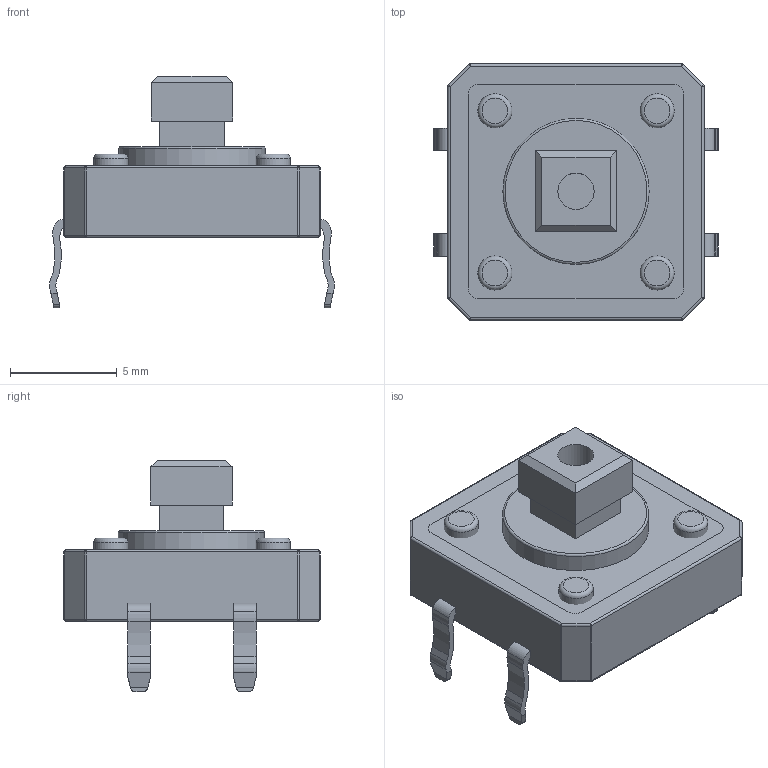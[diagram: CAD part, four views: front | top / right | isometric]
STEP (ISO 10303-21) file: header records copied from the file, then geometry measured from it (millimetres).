
FILE_DESCRIPTION(/* description */ (''),/* implementation_level */ '2;1');
FILE_NAME(/* name */ 'Switch_12mm.stp',/* time_stamp */ '2018-07-30T16:09:05+02:00',/* author */ ('gabri'),/* organization */ (''),/* preprocessor_version */ 'ST-DEVELOPER v17',/* originating_system */ 'Autodesk Inventor 2019',/* authorisation */ '');
FILE_SCHEMA (('AUTOMOTIVE_DESIGN { 1 0 10303 214 3 1 1 }'));
Length unit declared in the file: millimetre
Products named in the file (1): Switch_12mm
Bounding box: 13.35 x 12 x 10.85 mm (x, y, z)
Volume: 554.4 mm3; surface area: 728.4 mm2
Topology: 6 solids, 6 shells, 185 faces, 445 edges, 281 vertices
Faces by surface type: plane 89, cylinder 75, sphere 16, torus 5
Full cylindrical faces by diameter (mm): 1.6 x4, 1.7 x1, 6.85 x2
Entity records: 5425 total; most frequent: DIRECTION 987, CARTESIAN_POINT 912, ORIENTED_EDGE 890, EDGE_CURVE 445, AXIS2_PLACEMENT_3D 356, VERTEX_POINT 281, LINE 275, VECTOR 275
